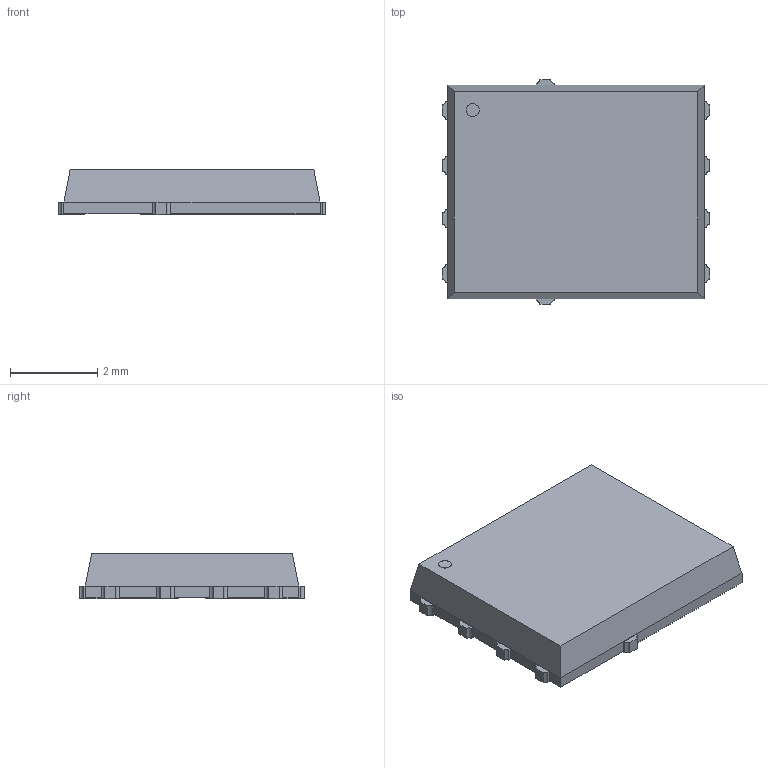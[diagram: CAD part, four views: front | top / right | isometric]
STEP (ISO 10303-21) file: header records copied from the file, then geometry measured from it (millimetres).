
FILE_DESCRIPTION(('FreeCAD Model'),'2;1');
FILE_NAME('SO_8_PPAK_DUAL.step','2016-08-12T15:54:24',('Author'),(''), 'Open CASCADE STEP processor 6.8','FreeCAD','Unknown');
FILE_SCHEMA(('AUTOMOTIVE_DESIGN_CC2 { 1 2 10303 214 -1 1 5 4 }'));
Length unit declared in the file: millimetre
Products named in the file (2): ASSEMBLY; SO_8_PPAK_DUAL
Assembly tree (1 placements, depth 2):
  ASSEMBLY
    SO_8_PPAK_DUAL
Bounding box: 6.15 x 5.15 x 1.04 mm (x, y, z)
Volume: 28.6 mm3; surface area: 78.7 mm2
Topology: 1 solids, 1 shells, 101 faces, 290 edges, 192 vertices
Faces by surface type: plane 79, cylinder 22
Entity records: 9811 total; most frequent: CARTESIAN_POINT 3457, DIRECTION 1002, LINE 694, VECTOR 694, ORIENTED_EDGE 580, PCURVE 580, DEFINITIONAL_REPRESENTATION 580, EDGE_CURVE 290
